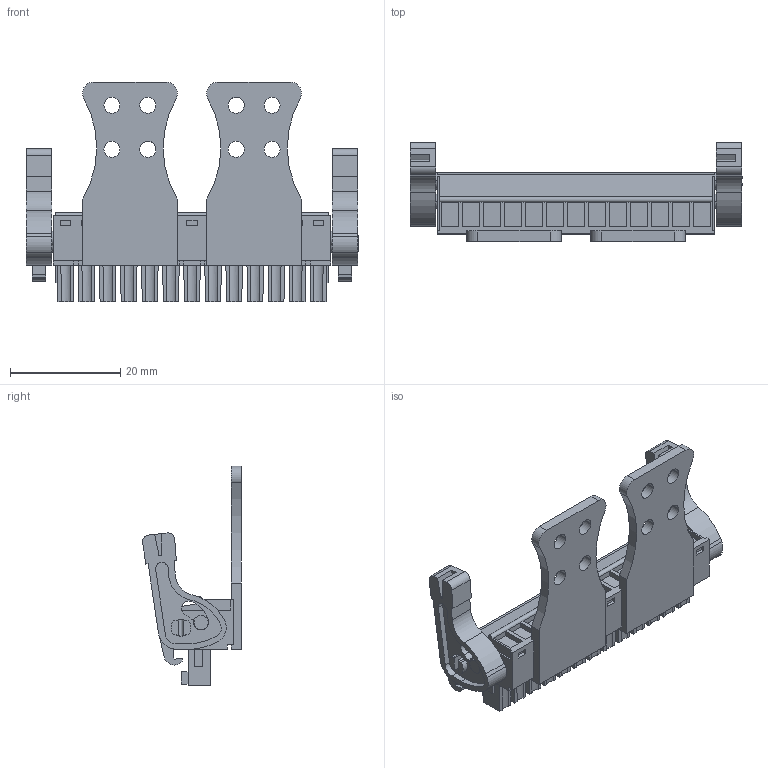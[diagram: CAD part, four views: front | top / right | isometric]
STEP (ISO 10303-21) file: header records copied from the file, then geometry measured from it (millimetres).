
FILE_DESCRIPTION(('CATIA V5R24 STEP','CAx-IF Rec.Pracs.--- Model Styling and Organization---1.2---2011-12-15'),'2;1');
FILE_NAME ('D1462185_0_2442190000_2442190000.stp','2017-10-04T13:56:54+00:00',('none'),('Weidmueller'),'CATIA Version 5-6 Release 2014 SP4 HF52','CATIA V5 STEP AP214','none');
FILE_SCHEMA(('AUTOMOTIVE_DESIGN { 1 0 10303 214 1 1 1 1 }'));
Length unit declared in the file: millimetre
Products named in the file (1): 2442190000
Bounding box: 60.12 x 17.9 x 39.75 mm (x, y, z)
Volume: 7908.3 mm3; surface area: 8830.8 mm2
Topology: 18 solids, 18 shells, 862 faces, 2247 edges, 1486 vertices
Faces by surface type: plane 647, cylinder 215
Entity records: 25125 total; most frequent: CARTESIAN_POINT 4481, ORIENTED_EDGE 4478, DIRECTION 3305, EDGE_CURVE 2239, VECTOR 1709, LINE 1709, VERTEX_POINT 1484, AXIS2_PLACEMENT_3D 1041
